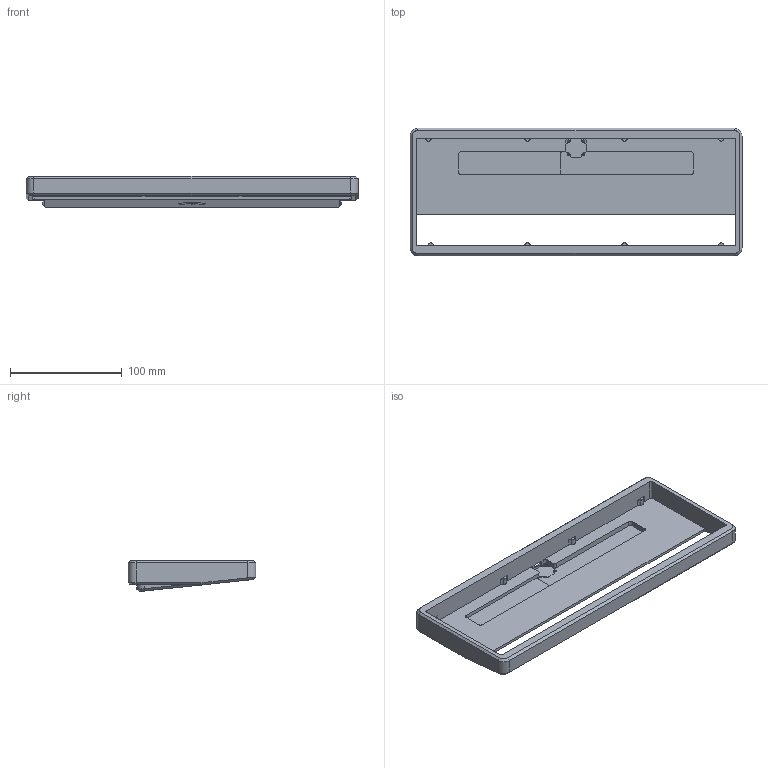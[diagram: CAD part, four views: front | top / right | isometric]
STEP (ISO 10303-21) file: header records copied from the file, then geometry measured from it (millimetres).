
FILE_DESCRIPTION(/* description */ ('STEP AP214','CAx-IF Rec.Pracs.---Representation and Presentation of Product Manufacturing Information (PMI)---4.0---2014-10-13'),/* implementation_level */ '2;1');
FILE_NAME(/* name */ 'pelican.step',/* time_stamp */ '2025-03-16T16:03:16+06:00',/* author */ (''),/* organization */ (''),/* preprocessor_version */ 'ST-DEVELOPER v20',/* originating_system */ 'Autodesk Translation Framework v13.20.0.188',/* authorisation */ '');
FILE_SCHEMA (('AP242_MANAGED_MODEL_BASED_3D_ENGINEERING_MIM_LF { 1 0 10303 442 1 1 4 }'));
Length unit declared in the file: millimetre
Products named in the file (1): Case
Bounding box: 297.7 x 114.2 x 27.84 mm (x, y, z)
Volume: 217402.6 mm3; surface area: 84813.4 mm2
Topology: 1 solids, 1 shells, 218 faces, 595 edges, 386 vertices
Faces by surface type: plane 95, cylinder 87, bspline 20, cone 16
Full cylindrical faces by diameter (mm): 1.623 x4, 20 x1, 24 x1
Entity records: 7189 total; most frequent: CARTESIAN_POINT 1612, ORIENTED_EDGE 1182, DIRECTION 1127, EDGE_CURVE 591, VERTEX_POINT 386, AXIS2_PLACEMENT_3D 383, LINE 361, VECTOR 361
